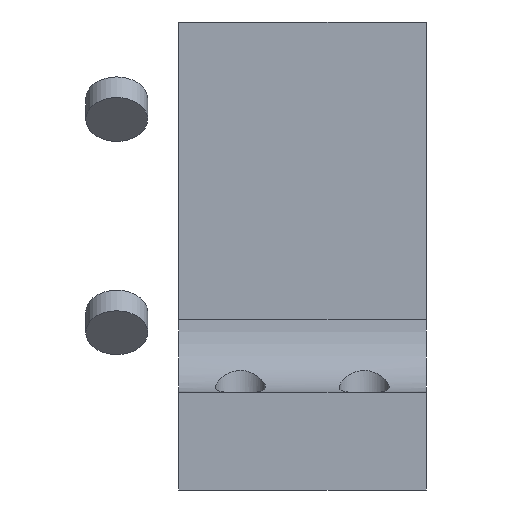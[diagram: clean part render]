
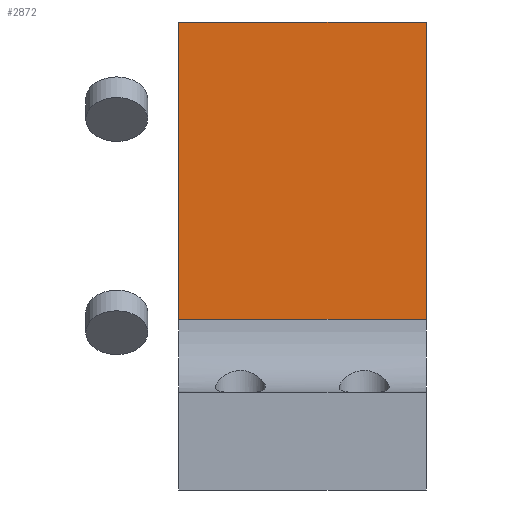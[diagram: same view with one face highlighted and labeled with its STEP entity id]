
A CAD part, left-side view. The second image highlights one B-rep face of the part: STEP entity #2872.
In plain terms, the highlighted planar face has unit normal (-1, 0, 0).
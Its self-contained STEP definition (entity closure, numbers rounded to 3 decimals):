
#304 = PLANE('',#305);
#305 = AXIS2_PLACEMENT_3D('',#306,#307,#308);
#306 = CARTESIAN_POINT('',(-35.,-63.5,-38.1));
#307 = DIRECTION('',(-0.,1.,0.));
#308 = DIRECTION('',(0.,0.,1.));
#360 = PLANE('',#361);
#361 = AXIS2_PLACEMENT_3D('',#362,#363,#364);
#362 = CARTESIAN_POINT('',(-35.,-12.7,-38.1));
#363 = DIRECTION('',(-0.,1.,0.));
#364 = DIRECTION('',(0.,0.,1.));
#475 = VERTEX_POINT('',#476);
#476 = CARTESIAN_POINT('',(-16.,-63.5,-3.101));
#491 = CYLINDRICAL_SURFACE('',#492,14.999);
#492 = AXIS2_PLACEMENT_3D('',#493,#494,#495);
#493 = CARTESIAN_POINT('',(-30.999,-63.5,-3.101));
#494 = DIRECTION('',(-0.,1.,0.));
#495 = DIRECTION('',(1.,0.,-0.));
#503 = EDGE_CURVE('',#475,#504,#506,.T.);
#504 = VERTEX_POINT('',#505);
#505 = CARTESIAN_POINT('',(-16.,-63.5,57.9));
#506 = SURFACE_CURVE('',#507,(#511,#518),.PCURVE_S1.);
#507 = LINE('',#508,#509);
#508 = CARTESIAN_POINT('',(-16.,-63.5,-18.1));
#509 = VECTOR('',#510,1.);
#510 = DIRECTION('',(0.,0.,1.));
#511 = PCURVE('',#304,#512);
#512 = DEFINITIONAL_REPRESENTATION('',(#513),#517);
#513 = LINE('',#514,#515);
#514 = CARTESIAN_POINT('',(20.,19.));
#515 = VECTOR('',#516,1.);
#516 = DIRECTION('',(1.,0.));
#517 = ( GEOMETRIC_REPRESENTATION_CONTEXT(2) 
PARAMETRIC_REPRESENTATION_CONTEXT() REPRESENTATION_CONTEXT('2D SPACE',''
  ) );
#518 = PCURVE('',#519,#524);
#519 = PLANE('',#520);
#520 = AXIS2_PLACEMENT_3D('',#521,#522,#523);
#521 = CARTESIAN_POINT('',(-16.,-63.5,-18.1));
#522 = DIRECTION('',(1.,0.,-0.));
#523 = DIRECTION('',(0.,0.,1.));
#524 = DEFINITIONAL_REPRESENTATION('',(#525),#529);
#525 = LINE('',#526,#527);
#526 = CARTESIAN_POINT('',(0.,0.));
#527 = VECTOR('',#528,1.);
#528 = DIRECTION('',(1.,0.));
#529 = ( GEOMETRIC_REPRESENTATION_CONTEXT(2) 
PARAMETRIC_REPRESENTATION_CONTEXT() REPRESENTATION_CONTEXT('2D SPACE',''
  ) );
#547 = PLANE('',#548);
#548 = AXIS2_PLACEMENT_3D('',#549,#550,#551);
#549 = CARTESIAN_POINT('',(-35.,-63.5,57.9));
#550 = DIRECTION('',(0.,0.,1.));
#551 = DIRECTION('',(1.,0.,-0.));
#817 = VERTEX_POINT('',#818);
#818 = CARTESIAN_POINT('',(-16.,-12.7,-3.101));
#840 = EDGE_CURVE('',#817,#841,#843,.T.);
#841 = VERTEX_POINT('',#842);
#842 = CARTESIAN_POINT('',(-16.,-12.7,57.9));
#843 = SURFACE_CURVE('',#844,(#848,#855),.PCURVE_S1.);
#844 = LINE('',#845,#846);
#845 = CARTESIAN_POINT('',(-16.,-12.7,-18.1));
#846 = VECTOR('',#847,1.);
#847 = DIRECTION('',(0.,0.,1.));
#848 = PCURVE('',#360,#849);
#849 = DEFINITIONAL_REPRESENTATION('',(#850),#854);
#850 = LINE('',#851,#852);
#851 = CARTESIAN_POINT('',(20.,19.));
#852 = VECTOR('',#853,1.);
#853 = DIRECTION('',(1.,0.));
#854 = ( GEOMETRIC_REPRESENTATION_CONTEXT(2) 
PARAMETRIC_REPRESENTATION_CONTEXT() REPRESENTATION_CONTEXT('2D SPACE',''
  ) );
#855 = PCURVE('',#519,#856);
#856 = DEFINITIONAL_REPRESENTATION('',(#857),#861);
#857 = LINE('',#858,#859);
#858 = CARTESIAN_POINT('',(0.,-50.8));
#859 = VECTOR('',#860,1.);
#860 = DIRECTION('',(1.,0.));
#861 = ( GEOMETRIC_REPRESENTATION_CONTEXT(2) 
PARAMETRIC_REPRESENTATION_CONTEXT() REPRESENTATION_CONTEXT('2D SPACE',''
  ) );
#2089 = EDGE_CURVE('',#475,#817,#2090,.T.);
#2090 = SURFACE_CURVE('',#2091,(#2095,#2102),.PCURVE_S1.);
#2091 = LINE('',#2092,#2093);
#2092 = CARTESIAN_POINT('',(-16.,-63.5,-3.101));
#2093 = VECTOR('',#2094,1.);
#2094 = DIRECTION('',(-0.,1.,0.));
#2095 = PCURVE('',#491,#2096);
#2096 = DEFINITIONAL_REPRESENTATION('',(#2097),#2101);
#2097 = LINE('',#2098,#2099);
#2098 = CARTESIAN_POINT('',(0.,0.));
#2099 = VECTOR('',#2100,1.);
#2100 = DIRECTION('',(0.,1.));
#2101 = ( GEOMETRIC_REPRESENTATION_CONTEXT(2) 
PARAMETRIC_REPRESENTATION_CONTEXT() REPRESENTATION_CONTEXT('2D SPACE',''
  ) );
#2102 = PCURVE('',#519,#2103);
#2103 = DEFINITIONAL_REPRESENTATION('',(#2104),#2108);
#2104 = LINE('',#2105,#2106);
#2105 = CARTESIAN_POINT('',(14.999,0.));
#2106 = VECTOR('',#2107,1.);
#2107 = DIRECTION('',(0.,-1.));
#2108 = ( GEOMETRIC_REPRESENTATION_CONTEXT(2) 
PARAMETRIC_REPRESENTATION_CONTEXT() REPRESENTATION_CONTEXT('2D SPACE',''
  ) );
#2852 = EDGE_CURVE('',#504,#841,#2853,.T.);
#2853 = SURFACE_CURVE('',#2854,(#2858,#2864),.PCURVE_S1.);
#2854 = LINE('',#2855,#2856);
#2855 = CARTESIAN_POINT('',(-16.,-63.5,57.9));
#2856 = VECTOR('',#2857,1.);
#2857 = DIRECTION('',(-0.,1.,0.));
#2858 = PCURVE('',#547,#2859);
#2859 = DEFINITIONAL_REPRESENTATION('',(#2860),#2863);
#2860 = B_SPLINE_CURVE_WITH_KNOTS('',1,(#2861,#2862),.UNSPECIFIED.,.F.,
  .F.,(2,2),(0.,50.8),.PIECEWISE_BEZIER_KNOTS.);
#2861 = CARTESIAN_POINT('',(19.,0.));
#2862 = CARTESIAN_POINT('',(19.,50.8));
#2863 = ( GEOMETRIC_REPRESENTATION_CONTEXT(2) 
PARAMETRIC_REPRESENTATION_CONTEXT() REPRESENTATION_CONTEXT('2D SPACE',''
  ) );
#2864 = PCURVE('',#519,#2865);
#2865 = DEFINITIONAL_REPRESENTATION('',(#2866),#2869);
#2866 = B_SPLINE_CURVE_WITH_KNOTS('',1,(#2867,#2868),.UNSPECIFIED.,.F.,
  .F.,(2,2),(0.,50.8),.PIECEWISE_BEZIER_KNOTS.);
#2867 = CARTESIAN_POINT('',(76.,0.));
#2868 = CARTESIAN_POINT('',(76.,-50.8));
#2869 = ( GEOMETRIC_REPRESENTATION_CONTEXT(2) 
PARAMETRIC_REPRESENTATION_CONTEXT() REPRESENTATION_CONTEXT('2D SPACE',''
  ) );
#2872 = ADVANCED_FACE('',(#2873),#519,.F.);
#2873 = FACE_BOUND('',#2874,.F.);
#2874 = EDGE_LOOP('',(#2875,#2876,#2877,#2878));
#2875 = ORIENTED_EDGE('',*,*,#503,.F.);
#2876 = ORIENTED_EDGE('',*,*,#2089,.T.);
#2877 = ORIENTED_EDGE('',*,*,#840,.T.);
#2878 = ORIENTED_EDGE('',*,*,#2852,.F.);
